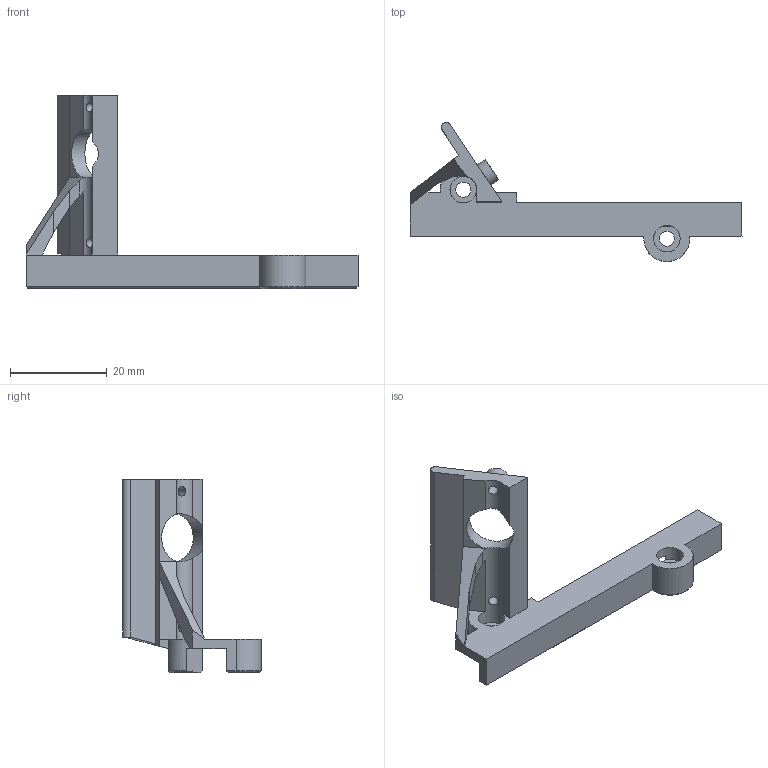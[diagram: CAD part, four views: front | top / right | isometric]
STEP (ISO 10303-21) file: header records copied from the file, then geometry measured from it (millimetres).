
FILE_DESCRIPTION(/* description */ (''),/* implementation_level */ '2;1');
FILE_NAME(/* name */ 'stryfe wire channel v2.step',/* time_stamp */ '2017-07-06T15:09:57-07:00',/* author */ (''),/* organization */ (''),/* preprocessor_version */ 'ST-DEVELOPER v16.13',/* originating_system */ 'Autodesk Translation Framework v6.1.1.50',/* authorisation */ '');
FILE_SCHEMA (('AUTOMOTIVE_DESIGN { 1 0 10303 214 3 1 1 }'));
Length unit declared in the file: millimetre
Products named in the file (1): stryfe wire channel v3
Bounding box: 68.5 x 28.68 x 40 mm (x, y, z)
Volume: 3856.2 mm3; surface area: 4386.3 mm2
Topology: 1 solids, 1 shells, 85 faces, 235 edges, 147 vertices
Faces by surface type: plane 64, cylinder 16, cone 5
Full cylindrical faces by diameter (mm): 2 x2, 3.1 x2, 5.5 x2, 10 x1
Entity records: 2732 total; most frequent: CARTESIAN_POINT 566, ORIENTED_EDGE 448, DIRECTION 430, EDGE_CURVE 224, LINE 164, VECTOR 164, VERTEX_POINT 143, AXIS2_PLACEMENT_3D 133
